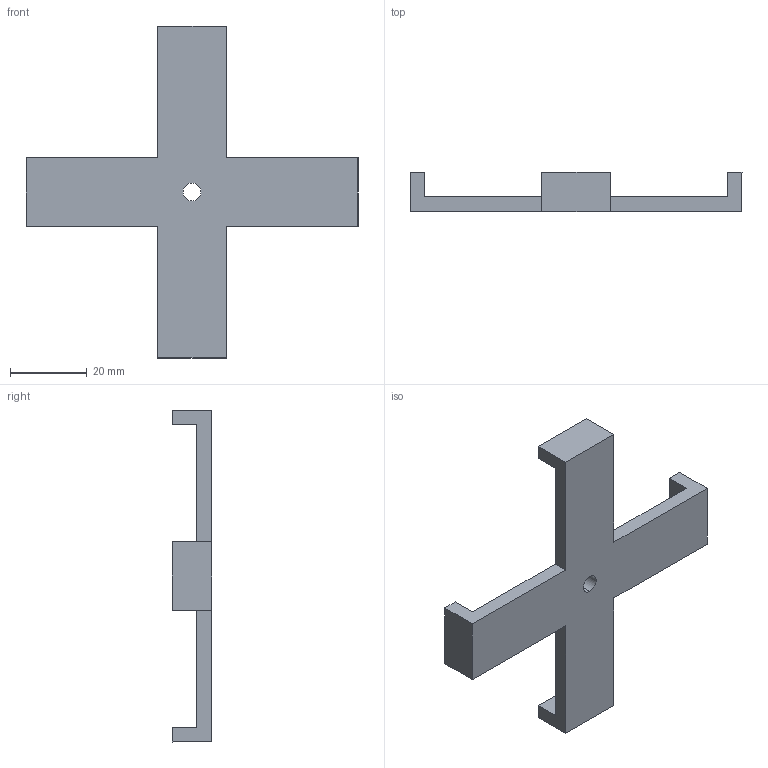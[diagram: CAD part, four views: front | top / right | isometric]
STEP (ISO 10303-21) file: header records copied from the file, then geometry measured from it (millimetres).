
FILE_DESCRIPTION (( 'STEP AP203' ), '1' );
FILE_NAME ('RESERVIOR_COVER.STEP', '2025-05-06T18:09:56', ( '' ), ( '' ), 'SwSTEP 2.0', 'SolidWorks 2021', '' );
FILE_SCHEMA (( 'CONFIG_CONTROL_DESIGN' ));
Length unit declared in the file: inch
Products named in the file (1): RESERVIOR_COVER
Bounding box: 86.36 x 10.16 x 86.36 mm (x, y, z)
Volume: 12151.2 mm3; surface area: 7944.2 mm2
Topology: 1 solids, 1 shells, 24 faces, 66 edges, 44 vertices
Faces by surface type: plane 22, cylinder 2
Entity records: 837 total; most frequent: CARTESIAN_POINT 135, ORIENTED_EDGE 132, DIRECTION 120, EDGE_CURVE 66, VECTOR 62, LINE 62, VERTEX_POINT 44, AXIS2_PLACEMENT_3D 29
